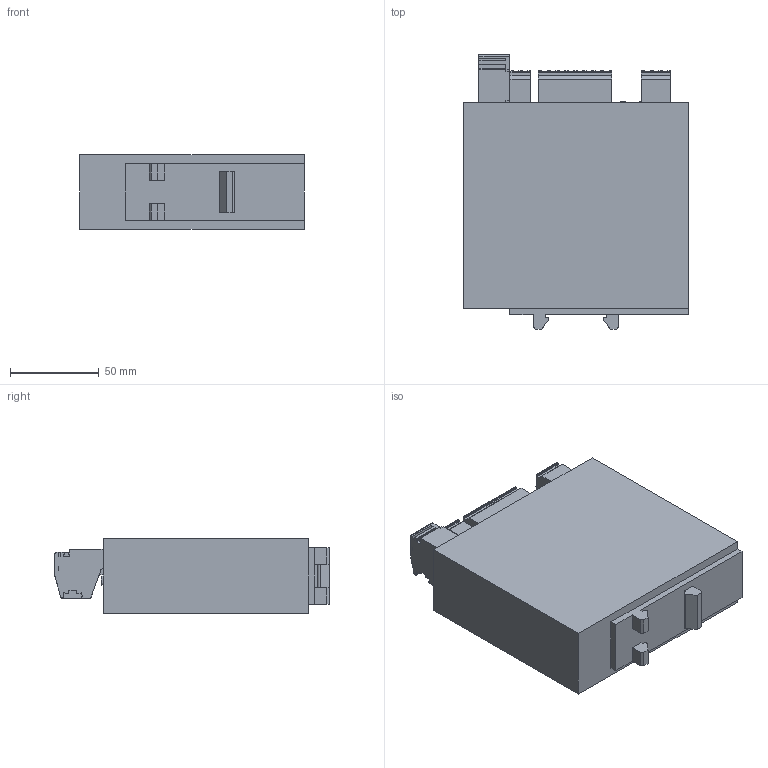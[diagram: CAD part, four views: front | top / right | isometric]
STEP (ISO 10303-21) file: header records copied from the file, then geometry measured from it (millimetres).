
FILE_DESCRIPTION( ( 'STEP AP203' ), '1' );
FILE_NAME( '787-1668_006-1000.stp', '2020-06-17T14:47:21', ( 'License CC BY-ND 4.0' ), ( 'CADENAS' ), ' ', 'PARTsolutions', ' ' );
FILE_SCHEMA( ( 'CONFIG_CONTROL_DESIGN' ) );
Length unit declared in the file: millimetre
Products named in the file (1): _787-1668/006-1000
Bounding box: 127 x 154.9 x 42 mm (x, y, z)
Volume: 659661.5 mm3; surface area: 60150.8 mm2
Topology: 1 solids, 1 shells, 366 faces, 938 edges, 620 vertices
Faces by surface type: plane 281, cylinder 85
Full cylindrical faces by diameter (mm): 4.2 x13, 5.2 x8, 5.6 x8, 7.6 x2
Entity records: 10803 total; most frequent: CARTESIAN_POINT 1874, DIRECTION 1801, ORIENTED_EDGE 1794, EDGE_CURVE 897, LINE 727, VECTOR 727, VERTEX_POINT 610, AXIS2_PLACEMENT_3D 537
